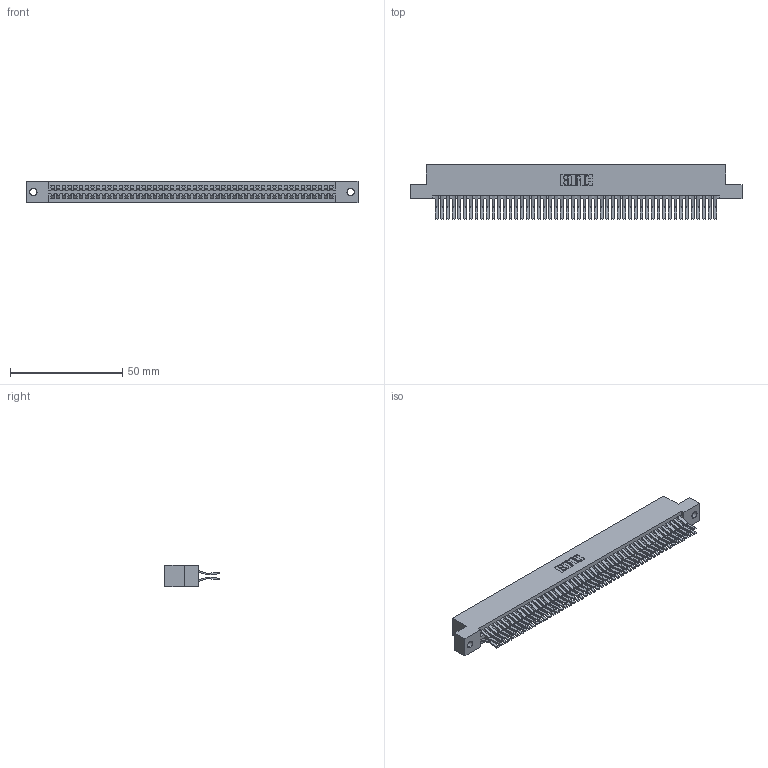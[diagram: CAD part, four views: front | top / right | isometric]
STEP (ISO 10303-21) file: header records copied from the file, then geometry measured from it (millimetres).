
FILE_DESCRIPTION (( 'STEP AP203' ), '1' );
FILE_NAME ('345-100-560-202.STEP', '2018-10-05T18:04:41', ( '' ), ( '' ), 'SwSTEP 2.0', 'SolidWorks 2016', '' );
FILE_SCHEMA (( 'CONFIG_CONTROL_DESIGN' ));
Length unit declared in the file: inch
Products named in the file (3): 345-100-560-202; 345 Part_Flush Mounting Lugs - 0.128 Dia; 345-292-001_560 Tail
Assembly tree (101 placements, depth 2):
  345-100-560-202
    345 Part_Flush Mounting Lugs - 0.128 Dia
    345-292-001_560 Tail  x100
Bounding box: 148.21 x 24.45 x 9.4 mm (x, y, z)
Volume: 15090.2 mm3; surface area: 23873.9 mm2
Topology: 101 solids, 101 shells, 5326 faces, 15841 edges, 10426 vertices
Faces by surface type: plane 3380, cylinder 1946
Entity records: 38245 total; most frequent: CARTESIAN_POINT 6404, ORIENTED_EDGE 6338, DIRECTION 5641, EDGE_CURVE 3169, LINE 2833, VECTOR 2833, VERTEX_POINT 2110, AXIS2_PLACEMENT_3D 1404
